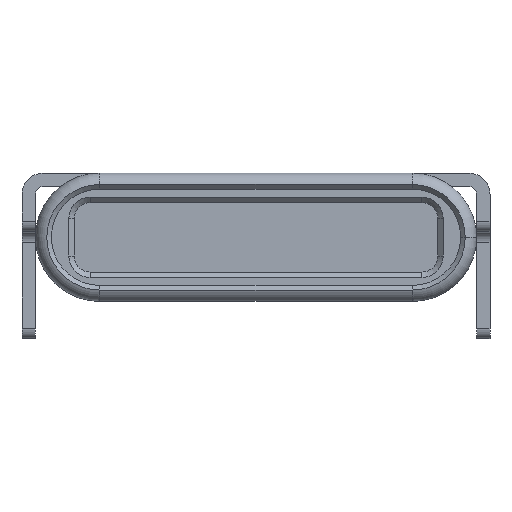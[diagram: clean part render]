
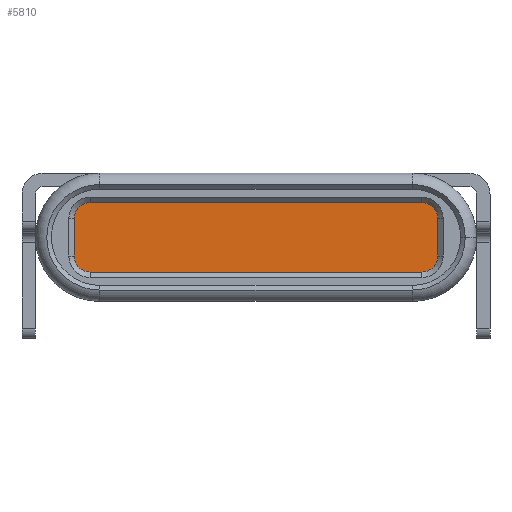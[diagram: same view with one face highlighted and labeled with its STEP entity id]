
A CAD part, front view. The second image highlights one B-rep face of the part: STEP entity #5810.
In plain terms, the highlighted planar face has unit normal (0, -1, 0).
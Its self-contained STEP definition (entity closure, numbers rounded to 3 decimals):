
#3690=CARTESIAN_POINT('',(3.1,-9.064,0.55));
#3691=DIRECTION('',(0.,-1.,0.));
#3692=DIRECTION('',(1.,0.,0.));
#3693=AXIS2_PLACEMENT_3D('',#3690,#3691,#3692);
#3695=CARTESIAN_POINT('',(3.1,-9.064,-0.15));
#3696=DIRECTION('',(0.,-1.,0.));
#3697=DIRECTION('',(0.,0.,-1.));
#3698=AXIS2_PLACEMENT_3D('',#3695,#3696,#3697);
#3700=CARTESIAN_POINT('',(-3.1,-9.064,-0.15));
#3701=DIRECTION('',(0.,-1.,0.));
#3702=DIRECTION('',(-1.,0.,0.));
#3703=AXIS2_PLACEMENT_3D('',#3700,#3701,#3702);
#3705=CARTESIAN_POINT('',(-3.1,-9.064,0.55));
#3706=DIRECTION('',(0.,-1.,0.));
#3707=DIRECTION('',(0.,0.,1.));
#3708=AXIS2_PLACEMENT_3D('',#3705,#3706,#3707);
#3710=DIRECTION('',(0.,0.,-1.));
#3711=VECTOR('',#3710,0.7);
#3712=CARTESIAN_POINT('',(3.4,-9.064,0.55));
#3713=LINE('',#3712,#3711);
#3764=DIRECTION('',(-1.,0.,0.));
#3765=VECTOR('',#3764,6.2);
#3766=CARTESIAN_POINT('',(3.1,-9.064,-0.45));
#3767=LINE('',#3766,#3765);
#3768=DIRECTION('',(0.,0.,1.));
#3769=VECTOR('',#3768,0.7);
#3770=CARTESIAN_POINT('',(-3.4,-9.064,-0.15));
#3771=LINE('',#3770,#3769);
#3809=DIRECTION('',(1.,0.,0.));
#3810=VECTOR('',#3809,6.2);
#3811=CARTESIAN_POINT('',(-3.1,-9.064,0.85));
#3812=LINE('',#3811,#3810);
#5339=CARTESIAN_POINT('',(3.4,-9.064,0.55));
#5340=CARTESIAN_POINT('',(3.1,-9.064,0.85));
#5341=VERTEX_POINT('',#5339);
#5342=VERTEX_POINT('',#5340);
#5347=CARTESIAN_POINT('',(3.4,-9.064,-0.15));
#5349=VERTEX_POINT('',#5347);
#5351=CARTESIAN_POINT('',(3.1,-9.064,-0.45));
#5352=VERTEX_POINT('',#5351);
#5355=CARTESIAN_POINT('',(-3.1,-9.064,-0.45));
#5357=VERTEX_POINT('',#5355);
#5359=CARTESIAN_POINT('',(-3.4,-9.064,-0.15));
#5360=VERTEX_POINT('',#5359);
#5363=CARTESIAN_POINT('',(-3.4,-9.064,0.55));
#5365=VERTEX_POINT('',#5363);
#5367=CARTESIAN_POINT('',(-3.1,-9.064,0.85));
#5368=VERTEX_POINT('',#5367);
#5788=CARTESIAN_POINT('',(3.1,-9.064,0.55));
#5789=DIRECTION('',(0.,1.,0.));
#5790=DIRECTION('',(-1.,0.,0.));
#5791=AXIS2_PLACEMENT_3D('',#5788,#5789,#5790);
#5792=PLANE('',#5791);
#5793=ORIENTED_EDGE('',*,*,#5778,.F.);
#5795=ORIENTED_EDGE('',*,*,#5794,.T.);
#5797=ORIENTED_EDGE('',*,*,#5796,.F.);
#5799=ORIENTED_EDGE('',*,*,#5798,.T.);
#5801=ORIENTED_EDGE('',*,*,#5800,.F.);
#5803=ORIENTED_EDGE('',*,*,#5802,.T.);
#5805=ORIENTED_EDGE('',*,*,#5804,.F.);
#5807=ORIENTED_EDGE('',*,*,#5806,.T.);
#5808=EDGE_LOOP('',(#5793,#5795,#5797,#5799,#5801,#5803,#5805,#5807));
#5809=FACE_OUTER_BOUND('',#5808,.F.);
#5810=ADVANCED_FACE('',(#5809),#5792,.F.);
#3694=CIRCLE('',#3693,0.3);
#3699=CIRCLE('',#3698,0.3);
#3704=CIRCLE('',#3703,0.3);
#3709=CIRCLE('',#3708,0.3);
#5778=EDGE_CURVE('',#5341,#5342,#3694,.T.);
#5794=EDGE_CURVE('',#5341,#5349,#3713,.T.);
#5796=EDGE_CURVE('',#5352,#5349,#3699,.T.);
#5798=EDGE_CURVE('',#5352,#5357,#3767,.T.);
#5800=EDGE_CURVE('',#5360,#5357,#3704,.T.);
#5802=EDGE_CURVE('',#5360,#5365,#3771,.T.);
#5804=EDGE_CURVE('',#5368,#5365,#3709,.T.);
#5806=EDGE_CURVE('',#5368,#5342,#3812,.T.);
